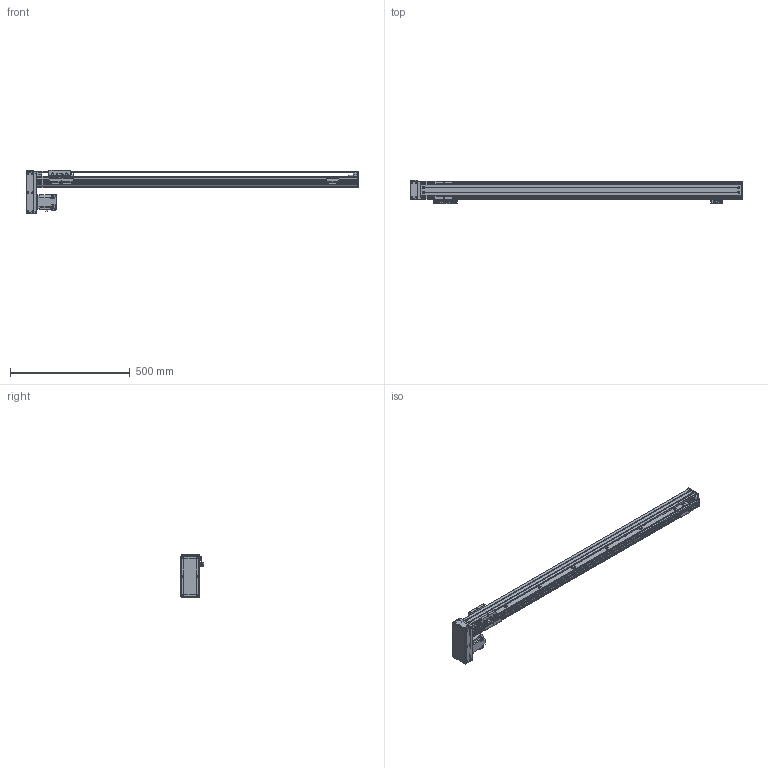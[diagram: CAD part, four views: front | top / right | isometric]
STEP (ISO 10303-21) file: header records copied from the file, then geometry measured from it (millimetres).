
FILE_DESCRIPTION(/* description */ (''),/* implementation_level */ '2;1');
FILE_NAME(/* name */ 'HG75-D20-N1B-1150-R10.stp',/* time_stamp */ '2024-04-04T13:56:52+09:00',/* author */ ('User'),/* organization */ (''),/* preprocessor_version */ 'ST-DEVELOPER v18.1',/* originating_system */ 'Autodesk Inventor 2022',/* authorisation */ '');
FILE_SCHEMA (('AUTOMOTIVE_DESIGN { 1 0 10303 214 3 1 1 }'));
Length unit declared in the file: millimetre
Products named in the file (25): HG75-D20-N1B-0500-R10 - 간소화; BASE; HR75 FRONT BLOCK; HR75 REAR COVER-TENTION; HR75 TENSION REAR BLOCK; HG3UPCOV001; H 15F_BLOCK; HR65,75 SENSOR DOG; HG90STOPPER - 20L; HG90STOPPER - 27L; MOTOR PLATE-200W(MITSUBISHI); 화살표; hg-kr23_; hsr_ftht_A-M6F_grease_nipple_joint; NIPPLE CAP(신규); M-5HL-4; HR75 W TABLE; LMKE1520 NUT; SENSOR BRK(EE-SX674A); EE_SX674A; HC75-D-BELT COVER; HG75DMOTORPLATE01; HG75DACRYLCOVER001; HG75DACRYLCOVER003; HR75-BELT COVER-COVER2
Assembly tree (32 placements, depth 2):
  HG75-D20-N1B-0500-R10 - 간소화
    BASE
    HR75 FRONT BLOCK
    HR75 REAR COVER-TENTION
    SENSOR BRK(EE-SX674A)  x3
    EE_SX674A  x3
    HR75 TENSION REAR BLOCK
    HG3UPCOV001
    H 15F_BLOCK
    HR65,75 SENSOR DOG
    HG90STOPPER - 20L
    HG90STOPPER - 27L
    MOTOR PLATE-200W(MITSUBISHI)
    화살표  x2
    hg-kr23_
    hsr_ftht_A-M6F_grease_nipple_joint  x2
    NIPPLE CAP(신규)  x2
    M-5HL-4
    HR75 W TABLE
    LMKE1520 NUT
    HC75-D-BELT COVER
    HG75DMOTORPLATE01
    HG75DACRYLCOVER001
    HG75DACRYLCOVER003
    HR75-BELT COVER-COVER2  x2
Bounding box: 1389 x 97 x 182 mm (x, y, z)
Volume: 2153338.6 mm3; surface area: 988329.7 mm2
Topology: 32 solids, 32 shells, 1704 faces, 4524 edges, 2965 vertices
Faces by surface type: plane 829, cylinder 690, cone 141, sphere 24, torus 12, bspline 8
Full cylindrical faces by diameter (mm): 1.8 x1, 2 x6, 2.013 x2, 2.459 x28, 2.5 x2, 3 x6, 3.242 x48, 3.4 x22, 3.5 x6, 4 x6, 4.134 x50, 4.5 x18, 4.917 x5, 5 x31, 5.5 x34, 5.6 x10, 5.8 x4, 5.9 x8, 6 x6, 6.5 x5, 7 x1, 8 x1, 9.5 x30, 14 x1, 15 x3, 17 x1, 20 x1, 25 x2, 28 x1, 32 x2
Entity records: 46585 total; most frequent: CARTESIAN_POINT 8736, DIRECTION 7878, ORIENTED_EDGE 7354, EDGE_CURVE 3677, AXIS2_PLACEMENT_3D 2856, VERTEX_POINT 2444, LINE 2166, VECTOR 2166
